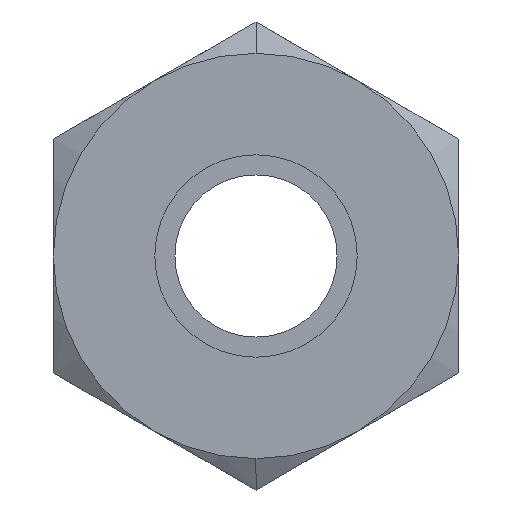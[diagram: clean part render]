
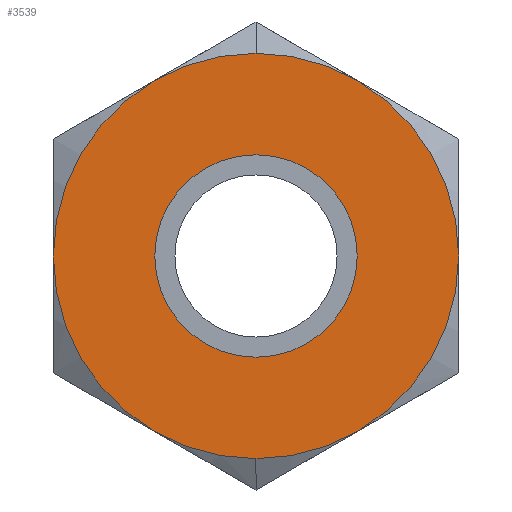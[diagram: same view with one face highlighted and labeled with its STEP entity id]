
A CAD part, left-side view. The second image highlights one B-rep face of the part: STEP entity #3539.
In plain terms, the highlighted planar face has unit normal (-1, 0, 0).
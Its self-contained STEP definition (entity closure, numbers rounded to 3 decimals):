
#84 = DIRECTION ( 'NONE',  ( 1., 0., 0. ) ) ;
#242 = DIRECTION ( 'NONE',  ( 1., 0., 0. ) ) ;
#340 = EDGE_CURVE ( 'NONE', #6295, #4025, #2206, .T. ) ;
#462 = CARTESIAN_POINT ( 'NONE',  ( 0., 0., 0. ) ) ;
#496 = FACE_OUTER_BOUND ( 'NONE', #3421, .T. ) ;
#901 = DIRECTION ( 'NONE',  ( 0., 0., -1. ) ) ;
#1064 = CARTESIAN_POINT ( 'NONE',  ( 0., 0., 7.935 ) ) ;
#1082 = DIRECTION ( 'NONE',  ( -1., 0., 0. ) ) ;
#1176 = ORIENTED_EDGE ( 'NONE', *, *, #7121, .T. ) ;
#1419 = VERTEX_POINT ( 'NONE', #1970 ) ;
#1719 = ORIENTED_EDGE ( 'NONE', *, *, #4858, .T. ) ;
#1726 = EDGE_LOOP ( 'NONE', ( #1176, #1719 ) ) ;
#1852 = AXIS2_PLACEMENT_3D ( 'NONE', #462, #2819, #2131 ) ;
#1970 = CARTESIAN_POINT ( 'NONE',  ( 0., 0., -3.965 ) ) ;
#2052 = ORIENTED_EDGE ( 'NONE', *, *, #340, .F. ) ;
#2053 = AXIS2_PLACEMENT_3D ( 'NONE', #2612, #4779, #3758 ) ;
#2073 = CIRCLE ( 'NONE', #2889, 3.965 ) ;
#2131 = DIRECTION ( 'NONE',  ( 0., 0., -1. ) ) ;
#2206 = CIRCLE ( 'NONE', #1852, 7.935 ) ;
#2494 = CARTESIAN_POINT ( 'NONE',  ( 0., 0., 3.965 ) ) ;
#2612 = CARTESIAN_POINT ( 'NONE',  ( 0., 0., 0. ) ) ;
#2819 = DIRECTION ( 'NONE',  ( 1., 0., 0. ) ) ;
#2889 = AXIS2_PLACEMENT_3D ( 'NONE', #6392, #242, #901 ) ;
#3258 = PLANE ( 'NONE',  #5713 ) ;
#3421 = EDGE_LOOP ( 'NONE', ( #6326, #2052 ) ) ;
#3539 = ADVANCED_FACE ( 'NONE', ( #5426, #496 ), #3258, .T. ) ;
#3758 = DIRECTION ( 'NONE',  ( 0., 0., 1. ) ) ;
#4025 = VERTEX_POINT ( 'NONE', #1064 ) ;
#4169 = CARTESIAN_POINT ( 'NONE',  ( 0., 0., -7.935 ) ) ;
#4442 = CARTESIAN_POINT ( 'NONE',  ( 0., 0., 3.967 ) ) ;
#4603 = EDGE_CURVE ( 'NONE', #4025, #6295, #5971, .T. ) ;
#4650 = CARTESIAN_POINT ( 'NONE',  ( 0., 0., 0. ) ) ;
#4779 = DIRECTION ( 'NONE',  ( 1., 0., 0. ) ) ;
#4858 = EDGE_CURVE ( 'NONE', #5878, #1419, #6012, .T. ) ;
#5426 = FACE_BOUND ( 'NONE', #1726, .T. ) ;
#5713 = AXIS2_PLACEMENT_3D ( 'NONE', #4442, #1082, #6099 ) ;
#5878 = VERTEX_POINT ( 'NONE', #2494 ) ;
#5971 = CIRCLE ( 'NONE', #2053, 7.935 ) ;
#6012 = CIRCLE ( 'NONE', #6358, 3.965 ) ;
#6099 = DIRECTION ( 'NONE',  ( 0., 0., 1. ) ) ;
#6295 = VERTEX_POINT ( 'NONE', #4169 ) ;
#6326 = ORIENTED_EDGE ( 'NONE', *, *, #4603, .F. ) ;
#6358 = AXIS2_PLACEMENT_3D ( 'NONE', #4650, #84, #6808 ) ;
#6392 = CARTESIAN_POINT ( 'NONE',  ( 0., 0., 0. ) ) ;
#6808 = DIRECTION ( 'NONE',  ( 0., 0., 1. ) ) ;
#7121 = EDGE_CURVE ( 'NONE', #1419, #5878, #2073, .T. ) ;
